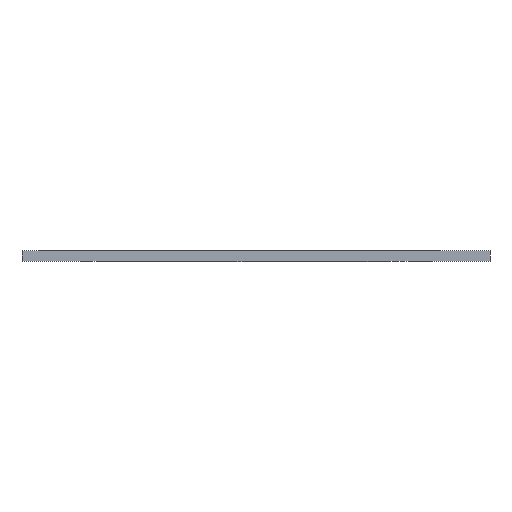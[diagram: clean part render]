
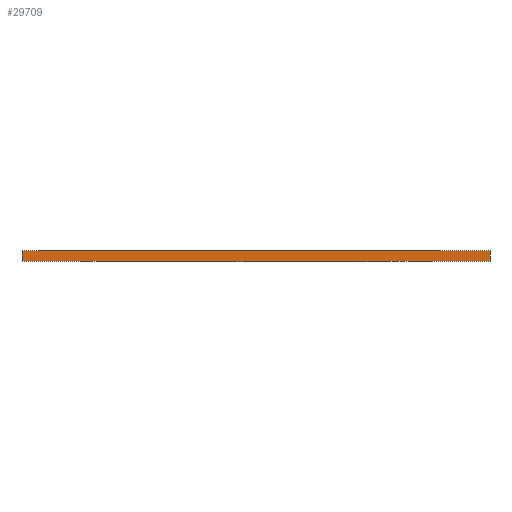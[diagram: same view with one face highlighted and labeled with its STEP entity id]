
A CAD part, front view. The second image highlights one B-rep face of the part: STEP entity #29709.
In plain terms, the highlighted planar face has unit normal (0, -1, 0).
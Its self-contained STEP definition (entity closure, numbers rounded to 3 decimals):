
#29709 = ADVANCED_FACE('',(#29710),#29744,.T.);
#29710 = FACE_BOUND('',#29711,.T.);
#29711 = EDGE_LOOP('',(#29712,#29722,#29730,#29738));
#29712 = ORIENTED_EDGE('',*,*,#29713,.T.);
#29713 = EDGE_CURVE('',#29714,#29716,#29718,.T.);
#29714 = VERTEX_POINT('',#29715);
#29715 = CARTESIAN_POINT('',(147.638,-130.969,0.));
#29716 = VERTEX_POINT('',#29717);
#29717 = CARTESIAN_POINT('',(147.638,-130.969,1.51));
#29718 = LINE('',#29719,#29720);
#29719 = CARTESIAN_POINT('',(147.638,-130.969,0.));
#29720 = VECTOR('',#29721,1.);
#29721 = DIRECTION('',(0.,0.,1.));
#29722 = ORIENTED_EDGE('',*,*,#29723,.T.);
#29723 = EDGE_CURVE('',#29716,#29724,#29726,.T.);
#29724 = VERTEX_POINT('',#29725);
#29725 = CARTESIAN_POINT('',(80.963,-130.969,1.51));
#29726 = LINE('',#29727,#29728);
#29727 = CARTESIAN_POINT('',(147.638,-130.969,1.51));
#29728 = VECTOR('',#29729,1.);
#29729 = DIRECTION('',(-1.,0.,0.));
#29730 = ORIENTED_EDGE('',*,*,#29731,.F.);
#29731 = EDGE_CURVE('',#29732,#29724,#29734,.T.);
#29732 = VERTEX_POINT('',#29733);
#29733 = CARTESIAN_POINT('',(80.963,-130.969,0.));
#29734 = LINE('',#29735,#29736);
#29735 = CARTESIAN_POINT('',(80.963,-130.969,0.));
#29736 = VECTOR('',#29737,1.);
#29737 = DIRECTION('',(0.,0.,1.));
#29738 = ORIENTED_EDGE('',*,*,#29739,.F.);
#29739 = EDGE_CURVE('',#29714,#29732,#29740,.T.);
#29740 = LINE('',#29741,#29742);
#29741 = CARTESIAN_POINT('',(147.638,-130.969,0.));
#29742 = VECTOR('',#29743,1.);
#29743 = DIRECTION('',(-1.,0.,0.));
#29744 = PLANE('',#29745);
#29745 = AXIS2_PLACEMENT_3D('',#29746,#29747,#29748);
#29746 = CARTESIAN_POINT('',(147.638,-130.969,0.));
#29747 = DIRECTION('',(0.,-1.,0.));
#29748 = DIRECTION('',(-1.,0.,0.));
